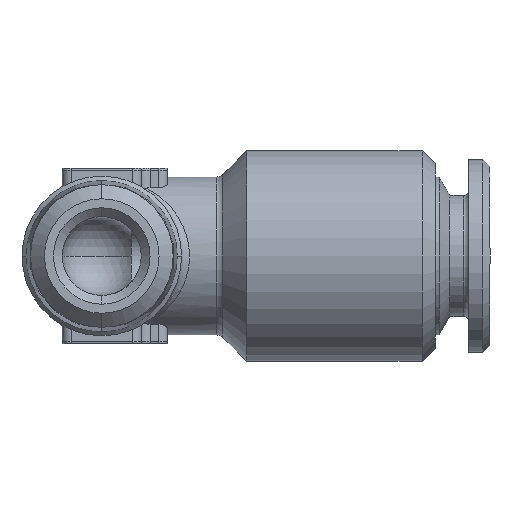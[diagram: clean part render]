
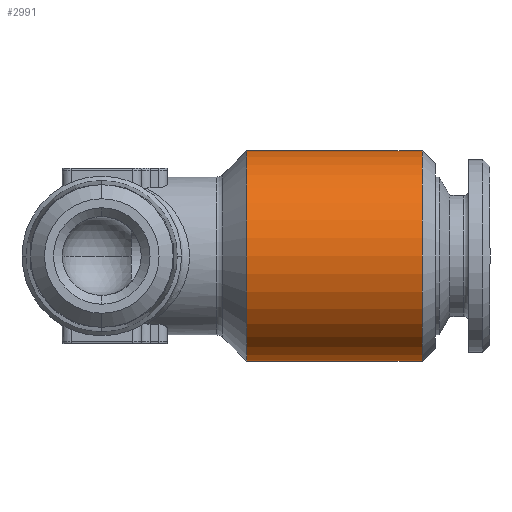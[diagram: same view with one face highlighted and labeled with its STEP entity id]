
A CAD part, front view. The second image highlights one B-rep face of the part: STEP entity #2991.
In plain terms, the highlighted cylindrical face has radius 6 mm (diameter 12 mm), a partial arc.
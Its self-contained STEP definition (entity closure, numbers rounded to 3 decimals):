
#47 = CARTESIAN_POINT ( 'NONE',  ( 18.25, 0., -6. ) ) ;
#171 = CARTESIAN_POINT ( 'NONE',  ( 18.25, 0., 6. ) ) ;
#216 = CARTESIAN_POINT ( 'NONE',  ( 8.25, 0., -6. ) ) ;
#217 = DIRECTION ( 'NONE',  ( -1., 0., 0. ) ) ;
#218 = VECTOR ( 'NONE', #217, 1000. ) ;
#219 = CARTESIAN_POINT ( 'NONE',  ( -5.767, 0., -6. ) ) ;
#220 = LINE ( 'NONE', #219, #218 ) ;
#314 = CARTESIAN_POINT ( 'NONE',  ( 8.25, 0., 6. ) ) ;
#316 = LINE ( 'NONE', #390, #355 ) ;
#349 = DIRECTION ( 'NONE',  ( -1., 0., 0. ) ) ;
#355 = VECTOR ( 'NONE', #349, 1000. ) ;
#390 = CARTESIAN_POINT ( 'NONE',  ( -5.767, 0., 6. ) ) ;
#553 = CIRCLE ( 'NONE', #583, 6. ) ;
#580 = DIRECTION ( 'NONE',  ( 0., 0., -1. ) ) ;
#581 = DIRECTION ( 'NONE',  ( 1., 0., 0. ) ) ;
#582 = CARTESIAN_POINT ( 'NONE',  ( 8.25, 0., 0. ) ) ;
#583 = AXIS2_PLACEMENT_3D ( 'NONE', #582, #581, #580 ) ;
#1857 = DIRECTION ( 'NONE',  ( 0., 0., 1. ) ) ;
#1858 = DIRECTION ( 'NONE',  ( -1., 0., 0. ) ) ;
#1928 = CARTESIAN_POINT ( 'NONE',  ( -5.767, 0., 0. ) ) ;
#1929 = AXIS2_PLACEMENT_3D ( 'NONE', #1928, #1858, #1857 ) ;
#1930 = CYLINDRICAL_SURFACE ( 'NONE', #1929, 6. ) ;
#2151 = CARTESIAN_POINT ( 'NONE',  ( 18.25, 0., 0. ) ) ;
#2169 = AXIS2_PLACEMENT_3D ( 'NONE', #2151, #2191, #2190 ) ;
#2170 = CIRCLE ( 'NONE', #2169, 6. ) ;
#2171 = FACE_OUTER_BOUND ( 'NONE', #3053, .T. ) ;
#2190 = DIRECTION ( 'NONE',  ( 0., 0., 1. ) ) ;
#2191 = DIRECTION ( 'NONE',  ( -1., 0., 0. ) ) ;
#2990 = EDGE_CURVE ( 'NONE', #3359, #3369, #2170, .T. ) ;
#2991 = ADVANCED_FACE ( 'NONE', ( #2171 ), #1930, .T. ) ;
#3001 = ORIENTED_EDGE ( 'NONE', *, *, #2990, .T. ) ;
#3013 = ORIENTED_EDGE ( 'NONE', *, *, #3564, .T. ) ;
#3046 = ORIENTED_EDGE ( 'NONE', *, *, #3398, .F. ) ;
#3050 = ORIENTED_EDGE ( 'NONE', *, *, #3432, .T. ) ;
#3053 = EDGE_LOOP ( 'NONE', ( #3046, #3001, #3050, #3013 ) ) ;
#3359 = VERTEX_POINT ( 'NONE', #47 ) ;
#3369 = VERTEX_POINT ( 'NONE', #171 ) ;
#3398 = EDGE_CURVE ( 'NONE', #3359, #3400, #220, .T. ) ;
#3400 = VERTEX_POINT ( 'NONE', #216 ) ;
#3432 = EDGE_CURVE ( 'NONE', #3369, #3439, #316, .T. ) ;
#3439 = VERTEX_POINT ( 'NONE', #314 ) ;
#3564 = EDGE_CURVE ( 'NONE', #3439, #3400, #553, .T. ) ;
